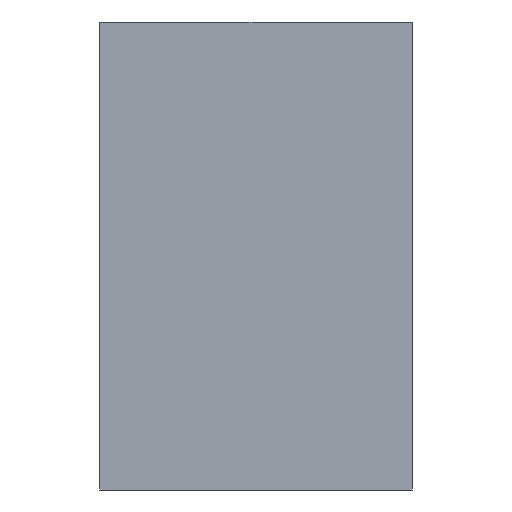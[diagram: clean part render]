
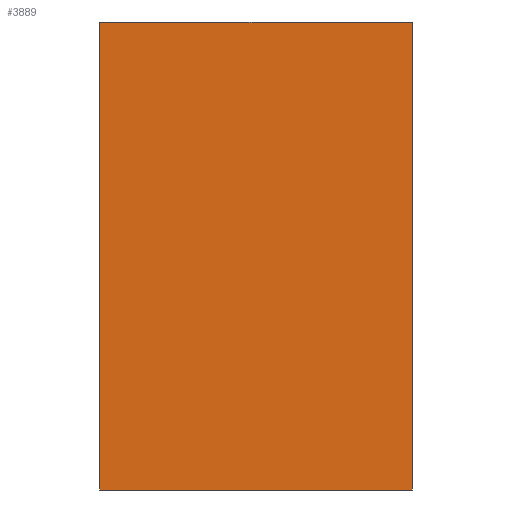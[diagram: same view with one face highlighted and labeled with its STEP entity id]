
A CAD part, left-side view. The second image highlights one B-rep face of the part: STEP entity #3889.
In plain terms, the highlighted planar face has unit normal (-1, 0, 0).
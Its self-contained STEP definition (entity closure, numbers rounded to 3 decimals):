
#734=ORIENTED_EDGE('',*,*,#1569,.F.);
#735=ORIENTED_EDGE('',*,*,#1586,.F.);
#736=ORIENTED_EDGE('',*,*,#1573,.F.);
#737=ORIENTED_EDGE('',*,*,#1585,.F.);
#1569=EDGE_CURVE('',#2052,#2053,#2477,.T.);
#1573=EDGE_CURVE('',#2056,#2057,#2481,.T.);
#1585=EDGE_CURVE('',#2053,#2056,#2493,.T.);
#1586=EDGE_CURVE('',#2057,#2052,#2494,.T.);
#2052=VERTEX_POINT('',#6651);
#2053=VERTEX_POINT('',#6652);
#2056=VERTEX_POINT('',#6660);
#2057=VERTEX_POINT('',#6661);
#2477=LINE('',#6650,#2963);
#2481=LINE('',#6659,#2967);
#2493=LINE('',#6679,#2979);
#2494=LINE('',#6681,#2980);
#2963=VECTOR('',#5535,1000.);
#2967=VECTOR('',#5541,1000.);
#2979=VECTOR('',#5561,1000.);
#2980=VECTOR('',#5564,1000.);
#3320=EDGE_LOOP('',(#734,#735,#736,#737));
#3528=FACE_BOUND('',#3320,.T.);
#3709=PLANE('',#4889);
#3889=ADVANCED_FACE('',(#3528),#3709,.F.);
#4889=AXIS2_PLACEMENT_3D('',#6682,#5565,#5566);
#5535=DIRECTION('',(0.,0.,1.));
#5541=DIRECTION('',(0.,0.,-1.));
#5561=DIRECTION('',(0.,-1.,0.));
#5564=DIRECTION('',(0.,1.,0.));
#5565=DIRECTION('',(1.,0.,0.));
#5566=DIRECTION('',(0.,1.,0.));
#6650=CARTESIAN_POINT('',(0.,1.,-1.5));
#6651=CARTESIAN_POINT('',(0.,1.,-1.5));
#6652=CARTESIAN_POINT('',(0.,1.,1.5));
#6659=CARTESIAN_POINT('',(0.,-1.,1.5));
#6660=CARTESIAN_POINT('',(0.,-1.,1.5));
#6661=CARTESIAN_POINT('',(0.,-1.,-1.5));
#6679=CARTESIAN_POINT('',(0.,1.,1.5));
#6681=CARTESIAN_POINT('',(0.,-1.,-1.5));
#6682=CARTESIAN_POINT('',(0.,0.,0.));
